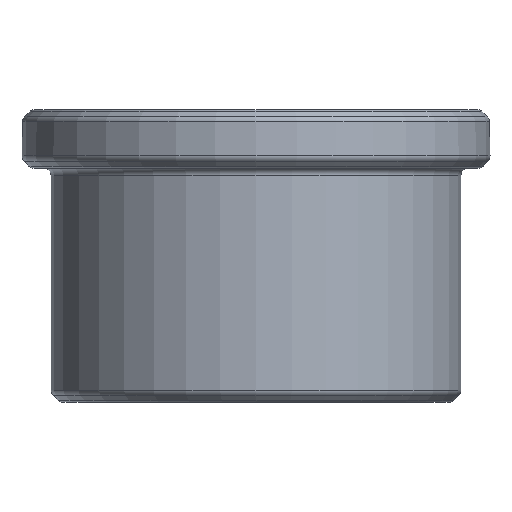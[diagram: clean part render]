
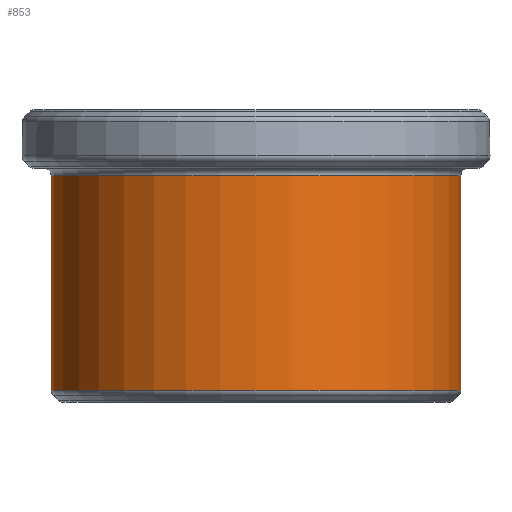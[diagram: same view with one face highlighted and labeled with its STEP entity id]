
A CAD part, front view. The second image highlights one B-rep face of the part: STEP entity #853.
In plain terms, the highlighted cylindrical face has radius 5.556 mm (diameter 11.112 mm), a partial arc.
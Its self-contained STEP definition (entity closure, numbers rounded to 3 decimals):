
#29 = DIRECTION ( 'NONE',  ( 0., 0., 1. ) ) ;
#33 = ORIENTED_EDGE ( 'NONE', *, *, #860, .T. ) ;
#137 = CARTESIAN_POINT ( 'NONE',  ( 0., 0., -3.636 ) ) ;
#140 = CIRCLE ( 'NONE', #231, 5.556 ) ;
#155 = ORIENTED_EDGE ( 'NONE', *, *, #279, .T. ) ;
#158 = CIRCLE ( 'NONE', #1008, 5.556 ) ;
#203 = FACE_OUTER_BOUND ( 'NONE', #432, .T. ) ;
#231 = AXIS2_PLACEMENT_3D ( 'NONE', #616, #291, #446 ) ;
#279 = EDGE_CURVE ( 'NONE', #703, #366, #158, .T. ) ;
#291 = DIRECTION ( 'NONE',  ( 0., 0., -1. ) ) ;
#294 = ORIENTED_EDGE ( 'NONE', *, *, #747, .T. ) ;
#322 = DIRECTION ( 'NONE',  ( 0., 0., 1. ) ) ;
#335 = EDGE_CURVE ( 'NONE', #703, #415, #836, .T. ) ;
#337 = DIRECTION ( 'NONE',  ( 0., 0., 1. ) ) ;
#366 = VERTEX_POINT ( 'NONE', #1103 ) ;
#415 = VERTEX_POINT ( 'NONE', #507 ) ;
#432 = EDGE_LOOP ( 'NONE', ( #513, #155, #294, #33 ) ) ;
#446 = DIRECTION ( 'NONE',  ( 1., 0., 0. ) ) ;
#467 = CYLINDRICAL_SURFACE ( 'NONE', #1111, 5.556 ) ;
#474 = DIRECTION ( 'NONE',  ( 0., 0., 1. ) ) ;
#492 = CARTESIAN_POINT ( 'NONE',  ( -5.556, 0., -3.636 ) ) ;
#507 = CARTESIAN_POINT ( 'NONE',  ( -5.556, 0., 2.181 ) ) ;
#513 = ORIENTED_EDGE ( 'NONE', *, *, #335, .F. ) ;
#542 = CARTESIAN_POINT ( 'NONE',  ( 5.556, 0., 2.181 ) ) ;
#616 = CARTESIAN_POINT ( 'NONE',  ( 0., 0., 2.181 ) ) ;
#703 = VERTEX_POINT ( 'NONE', #492 ) ;
#722 = DIRECTION ( 'NONE',  ( -1., 0., 0. ) ) ;
#747 = EDGE_CURVE ( 'NONE', #366, #1017, #914, .T. ) ;
#794 = DIRECTION ( 'NONE',  ( 1., 0., 0. ) ) ;
#797 = CARTESIAN_POINT ( 'NONE',  ( 0., 0., 10.579 ) ) ;
#823 = VECTOR ( 'NONE', #337, 1000. ) ;
#828 = CARTESIAN_POINT ( 'NONE',  ( 5.556, 0., 10.579 ) ) ;
#836 = LINE ( 'NONE', #938, #953 ) ;
#853 = ADVANCED_FACE ( 'NONE', ( #203 ), #467, .T. ) ;
#860 = EDGE_CURVE ( 'NONE', #1017, #415, #140, .T. ) ;
#914 = LINE ( 'NONE', #828, #823 ) ;
#938 = CARTESIAN_POINT ( 'NONE',  ( -5.556, 0., 10.579 ) ) ;
#953 = VECTOR ( 'NONE', #322, 1000. ) ;
#1008 = AXIS2_PLACEMENT_3D ( 'NONE', #137, #474, #722 ) ;
#1017 = VERTEX_POINT ( 'NONE', #542 ) ;
#1103 = CARTESIAN_POINT ( 'NONE',  ( 5.556, 0., -3.636 ) ) ;
#1111 = AXIS2_PLACEMENT_3D ( 'NONE', #797, #29, #794 ) ;
